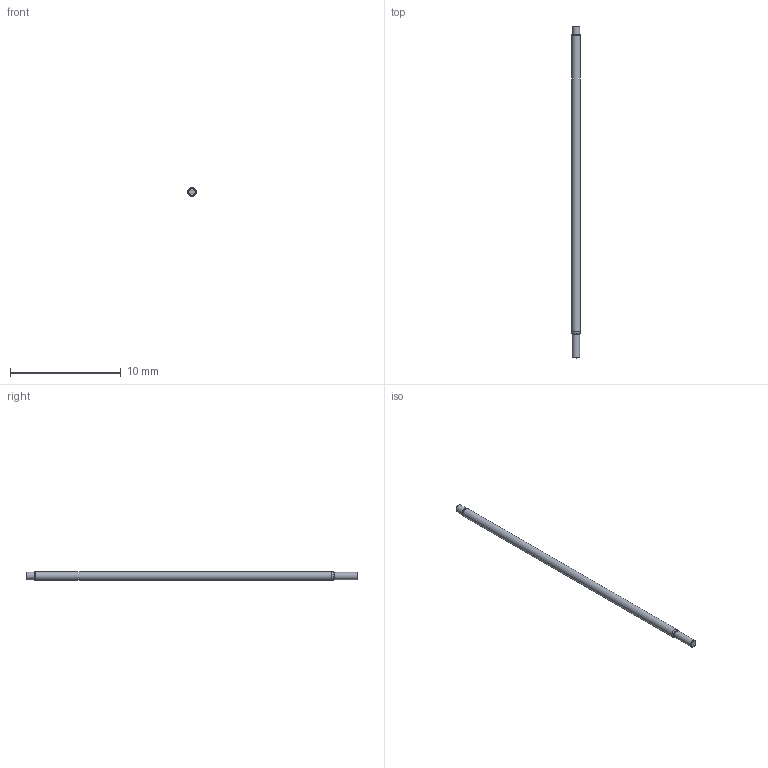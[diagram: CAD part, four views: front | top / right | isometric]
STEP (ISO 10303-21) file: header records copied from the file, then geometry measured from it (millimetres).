
FILE_DESCRIPTION (( 'STEP AP214' ), '1' );
FILE_NAME ('050-SPT.STEP', '2020-09-28T13:48:07', ( '' ), ( '' ), 'SwSTEP 2.0', 'SolidWorks 2019', '' );
FILE_SCHEMA (( 'AUTOMOTIVE_DESIGN' ));
Length unit declared in the file: inch
Products named in the file (1): 050-SPT
Bounding box: 0.78 x 29.92 x 0.78 mm (x, y, z)
Volume: 14 mm3; surface area: 73.3 mm2
Topology: 1 solids, 1 shells, 12 faces, 22 edges, 12 vertices
Faces by surface type: torus 5, cylinder 3, plane 2, cone 2
Full cylindrical faces by diameter (mm): 0.665 x1, 0.7 x1, 0.782 x1
Entity records: 274 total; most frequent: DIRECTION 48, CARTESIAN_POINT 35, AXIS2_PLACEMENT_3D 24, ORIENTED_EDGE 22, EDGE_LOOP 22, FACE_OUTER_BOUND 20, ADVANCED_FACE 12, VERTEX_POINT 11
